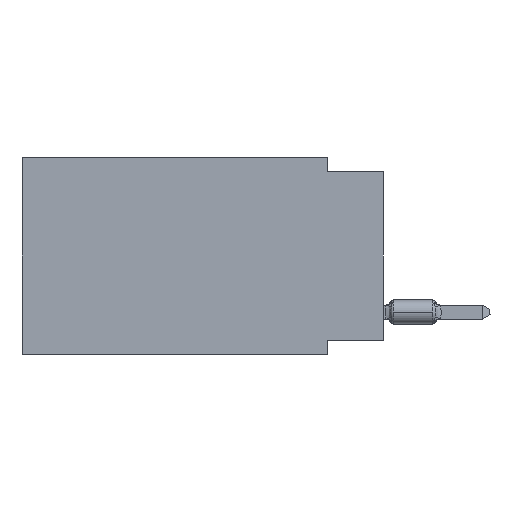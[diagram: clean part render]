
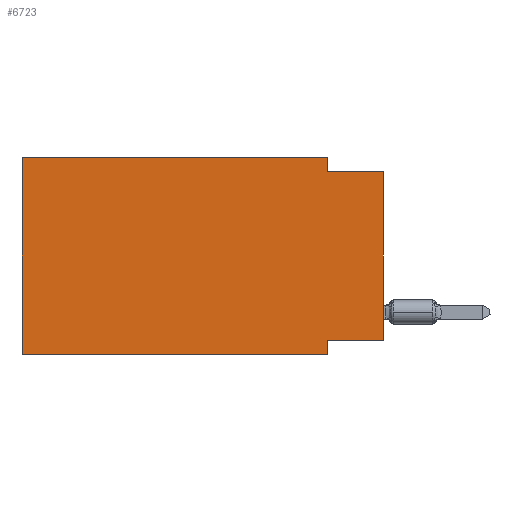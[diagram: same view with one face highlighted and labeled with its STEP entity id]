
A CAD part, left-side view. The second image highlights one B-rep face of the part: STEP entity #6723.
In plain terms, the highlighted planar face has unit normal (-1, 0, 0).
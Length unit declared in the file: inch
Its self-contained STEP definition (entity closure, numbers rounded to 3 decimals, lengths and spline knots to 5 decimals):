
#1361 = DIRECTION ( 'NONE',  ( 0., 0., -1. ) ) ;
#1628 = LINE ( 'NONE', #38550, #22432 ) ;
#4045 = ORIENTED_EDGE ( 'NONE', *, *, #22588, .F. ) ;
#4539 = DIRECTION ( 'NONE',  ( 1., 0., 0. ) ) ;
#5087 = FACE_OUTER_BOUND ( 'NONE', #52328, .T. ) ;
#5152 = CARTESIAN_POINT ( 'NONE',  ( 0., 0., 0. ) ) ;
#5153 = CARTESIAN_POINT ( 'NONE',  ( 0., 0.645, 0. ) ) ;
#5426 = CARTESIAN_POINT ( 'NONE',  ( 0., 0., -0.025 ) ) ;
#5521 = VECTOR ( 'NONE', #38820, 39.37008 ) ;
#5687 = CARTESIAN_POINT ( 'NONE',  ( 0., 0.1, -0.35 ) ) ;
#5825 = CARTESIAN_POINT ( 'NONE',  ( 0., 0.645, 0. ) ) ;
#6723 = ADVANCED_FACE ( 'NONE', ( #5087 ), #46641, .F. ) ;
#7631 = VECTOR ( 'NONE', #35669, 39.37008 ) ;
#8187 = CARTESIAN_POINT ( 'NONE',  ( 0., 0., -0.325 ) ) ;
#12717 = CARTESIAN_POINT ( 'NONE',  ( 0., 0.645, -0.35 ) ) ;
#13043 = VERTEX_POINT ( 'NONE', #14193 ) ;
#14095 = ORIENTED_EDGE ( 'NONE', *, *, #35224, .F. ) ;
#14193 = CARTESIAN_POINT ( 'NONE',  ( 0., 0., -0.025 ) ) ;
#17515 = VERTEX_POINT ( 'NONE', #23227 ) ;
#17531 = DIRECTION ( 'NONE',  ( 0., 1., 0. ) ) ;
#18725 = VECTOR ( 'NONE', #50787, 39.37008 ) ;
#19809 = CARTESIAN_POINT ( 'NONE',  ( 0., 0.1, -0.325 ) ) ;
#20723 = ORIENTED_EDGE ( 'NONE', *, *, #42547, .F. ) ;
#21900 = VERTEX_POINT ( 'NONE', #25232 ) ;
#22247 = LINE ( 'NONE', #5153, #29109 ) ;
#22432 = VECTOR ( 'NONE', #1361, 39.37008 ) ;
#22503 = DIRECTION ( 'NONE',  ( 0., -1., 0. ) ) ;
#22582 = AXIS2_PLACEMENT_3D ( 'NONE', #41749, #4539, #38217 ) ;
#22588 = EDGE_CURVE ( 'NONE', #27420, #41225, #48861, .T. ) ;
#23082 = VECTOR ( 'NONE', #23832, 39.37008 ) ;
#23227 = CARTESIAN_POINT ( 'NONE',  ( 0., 0.1, -0.025 ) ) ;
#23512 = ORIENTED_EDGE ( 'NONE', *, *, #39385, .F. ) ;
#23832 = DIRECTION ( 'NONE',  ( 0., -1., 0. ) ) ;
#24447 = ORIENTED_EDGE ( 'NONE', *, *, #40394, .F. ) ;
#24778 = VECTOR ( 'NONE', #17531, 39.37008 ) ;
#24917 = LINE ( 'NONE', #41490, #23082 ) ;
#25232 = CARTESIAN_POINT ( 'NONE',  ( 0., 0.1, 0. ) ) ;
#25731 = VERTEX_POINT ( 'NONE', #8187 ) ;
#27420 = VERTEX_POINT ( 'NONE', #12717 ) ;
#29109 = VECTOR ( 'NONE', #22503, 39.37008 ) ;
#29184 = ORIENTED_EDGE ( 'NONE', *, *, #44902, .T. ) ;
#29491 = VERTEX_POINT ( 'NONE', #19809 ) ;
#32760 = LINE ( 'NONE', #33843, #24778 ) ;
#33099 = DIRECTION ( 'NONE',  ( 0., 0., 1. ) ) ;
#33843 = CARTESIAN_POINT ( 'NONE',  ( 0., 0., -0.325 ) ) ;
#35224 = EDGE_CURVE ( 'NONE', #17515, #13043, #43441, .T. ) ;
#35669 = DIRECTION ( 'NONE',  ( 0., 0., -1. ) ) ;
#36095 = VERTEX_POINT ( 'NONE', #5687 ) ;
#38217 = DIRECTION ( 'NONE',  ( 0., 0., -1. ) ) ;
#38550 = CARTESIAN_POINT ( 'NONE',  ( 0., 0.1, -0.35 ) ) ;
#38820 = DIRECTION ( 'NONE',  ( 0., 0., 1. ) ) ;
#39327 = LINE ( 'NONE', #5152, #5521 ) ;
#39385 = EDGE_CURVE ( 'NONE', #21900, #17515, #51699, .T. ) ;
#39760 = CARTESIAN_POINT ( 'NONE',  ( 0., 0.1, 0. ) ) ;
#40288 = ORIENTED_EDGE ( 'NONE', *, *, #48965, .T. ) ;
#40394 = EDGE_CURVE ( 'NONE', #29491, #36095, #1628, .T. ) ;
#41225 = VERTEX_POINT ( 'NONE', #5825 ) ;
#41490 = CARTESIAN_POINT ( 'NONE',  ( 0., 0.645, -0.35 ) ) ;
#41749 = CARTESIAN_POINT ( 'NONE',  ( 0., 0.645, 0. ) ) ;
#42547 = EDGE_CURVE ( 'NONE', #41225, #21900, #22247, .T. ) ;
#42636 = ORIENTED_EDGE ( 'NONE', *, *, #53573, .F. ) ;
#43441 = LINE ( 'NONE', #5426, #18725 ) ;
#44902 = EDGE_CURVE ( 'NONE', #27420, #36095, #24917, .T. ) ;
#46641 = PLANE ( 'NONE',  #22582 ) ;
#47135 = VECTOR ( 'NONE', #33099, 39.37008 ) ;
#48861 = LINE ( 'NONE', #53198, #47135 ) ;
#48965 = EDGE_CURVE ( 'NONE', #25731, #13043, #39327, .T. ) ;
#50787 = DIRECTION ( 'NONE',  ( 0., -1., 0. ) ) ;
#51699 = LINE ( 'NONE', #39760, #7631 ) ;
#52328 = EDGE_LOOP ( 'NONE', ( #40288, #14095, #23512, #20723, #4045, #29184, #24447, #42636 ) ) ;
#53198 = CARTESIAN_POINT ( 'NONE',  ( 0., 0.645, 0. ) ) ;
#53573 = EDGE_CURVE ( 'NONE', #25731, #29491, #32760, .T. ) ;
